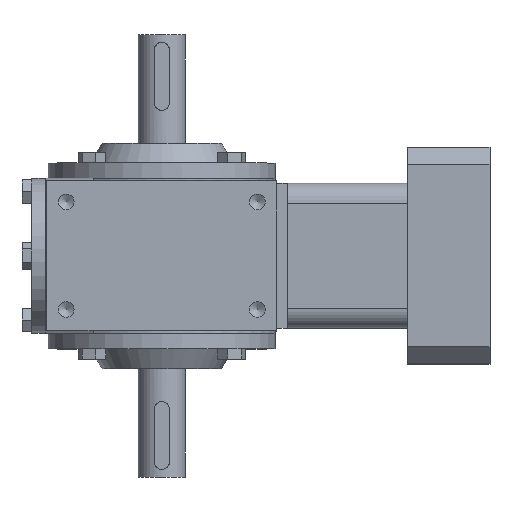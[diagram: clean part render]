
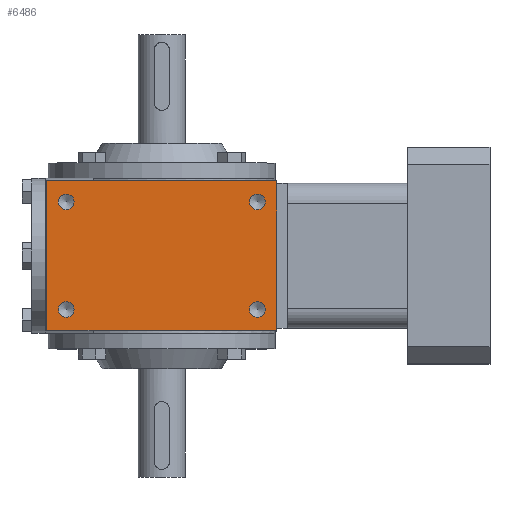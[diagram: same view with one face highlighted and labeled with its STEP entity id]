
A CAD part, top view. The second image highlights one B-rep face of the part: STEP entity #6486.
In plain terms, the highlighted planar face has unit normal (0, 0, 1).
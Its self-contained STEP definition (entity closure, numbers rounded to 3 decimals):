
#111=PLANE('',#6851);
#329=LINE('',#8836,#793);
#331=LINE('',#8848,#795);
#332=LINE('',#8850,#796);
#333=LINE('',#8852,#797);
#793=VECTOR('',#7398,1000.);
#795=VECTOR('',#7410,1000.);
#796=VECTOR('',#7411,1000.);
#797=VECTOR('',#7412,1000.);
#1291=ORIENTED_EDGE('',*,*,#2581,.T.);
#1292=ORIENTED_EDGE('',*,*,#2582,.T.);
#1293=ORIENTED_EDGE('',*,*,#2583,.T.);
#1294=ORIENTED_EDGE('',*,*,#2584,.T.);
#1295=ORIENTED_EDGE('',*,*,#2579,.T.);
#1296=ORIENTED_EDGE('',*,*,#2585,.F.);
#1297=ORIENTED_EDGE('',*,*,#2586,.F.);
#1298=ORIENTED_EDGE('',*,*,#2587,.T.);
#2579=EDGE_CURVE('',#3226,#3225,#329,.T.);
#2581=EDGE_CURVE('',#3227,#3227,#3684,.T.);
#2582=EDGE_CURVE('',#3228,#3228,#3685,.T.);
#2583=EDGE_CURVE('',#3229,#3229,#3686,.T.);
#2584=EDGE_CURVE('',#3230,#3230,#3687,.T.);
#2585=EDGE_CURVE('',#3231,#3225,#331,.T.);
#2586=EDGE_CURVE('',#3232,#3231,#332,.T.);
#2587=EDGE_CURVE('',#3232,#3226,#333,.T.);
#3225=VERTEX_POINT('',#8835);
#3226=VERTEX_POINT('',#8837);
#3227=VERTEX_POINT('',#8841);
#3228=VERTEX_POINT('',#8843);
#3229=VERTEX_POINT('',#8845);
#3230=VERTEX_POINT('',#8847);
#3231=VERTEX_POINT('',#8849);
#3232=VERTEX_POINT('',#8851);
#3684=CIRCLE('',#6852,4.188);
#3685=CIRCLE('',#6853,4.188);
#3686=CIRCLE('',#6854,4.188);
#3687=CIRCLE('',#6855,4.188);
#3856=EDGE_LOOP('',(#1291));
#3857=EDGE_LOOP('',(#1292));
#3858=EDGE_LOOP('',(#1293));
#3859=EDGE_LOOP('',(#1294));
#3860=EDGE_LOOP('',(#1295,#1296,#1297,#1298));
#4292=FACE_BOUND('',#3856,.T.);
#4293=FACE_BOUND('',#3857,.T.);
#4294=FACE_BOUND('',#3858,.T.);
#4295=FACE_BOUND('',#3859,.T.);
#4296=FACE_BOUND('',#3860,.T.);
#6486=ADVANCED_FACE('',(#4292,#4293,#4294,#4295,#4296),#111,.F.);
#6851=AXIS2_PLACEMENT_3D('',#8839,#7400,#7401);
#6852=AXIS2_PLACEMENT_3D('',#8840,#7402,#7403);
#6853=AXIS2_PLACEMENT_3D('',#8842,#7404,#7405);
#6854=AXIS2_PLACEMENT_3D('',#8844,#7406,#7407);
#6855=AXIS2_PLACEMENT_3D('',#8846,#7408,#7409);
#7398=DIRECTION('',(0.,-1.,0.));
#7400=DIRECTION('',(0.,0.,-1.));
#7401=DIRECTION('',(-1.,0.,0.));
#7402=DIRECTION('',(0.,0.,-1.));
#7403=DIRECTION('',(0.,-1.,0.));
#7404=DIRECTION('',(0.,0.,-1.));
#7405=DIRECTION('',(0.,-1.,0.));
#7406=DIRECTION('',(0.,0.,-1.));
#7407=DIRECTION('',(0.,-1.,0.));
#7408=DIRECTION('',(0.,0.,-1.));
#7409=DIRECTION('',(0.,-1.,0.));
#7410=DIRECTION('',(-1.,0.,0.));
#7411=DIRECTION('',(0.,-1.,0.));
#7412=DIRECTION('',(-1.,0.,0.));
#8835=CARTESIAN_POINT('',(-61.087,-39.751,44.45));
#8836=CARTESIAN_POINT('',(-61.087,39.751,44.45));
#8837=CARTESIAN_POINT('',(-61.087,39.751,44.45));
#8839=CARTESIAN_POINT('',(61.087,39.751,44.45));
#8840=CARTESIAN_POINT('',(50.8,-28.575,44.45));
#8841=CARTESIAN_POINT('',(50.8,-32.763,44.45));
#8842=CARTESIAN_POINT('',(50.8,28.575,44.45));
#8843=CARTESIAN_POINT('',(50.8,24.387,44.45));
#8844=CARTESIAN_POINT('',(-50.8,-28.575,44.45));
#8845=CARTESIAN_POINT('',(-50.8,-32.763,44.45));
#8846=CARTESIAN_POINT('',(-50.8,28.575,44.45));
#8847=CARTESIAN_POINT('',(-50.8,24.387,44.45));
#8848=CARTESIAN_POINT('',(61.087,-39.751,44.45));
#8849=CARTESIAN_POINT('',(61.087,-39.751,44.45));
#8850=CARTESIAN_POINT('',(61.087,39.751,44.45));
#8851=CARTESIAN_POINT('',(61.087,39.751,44.45));
#8852=CARTESIAN_POINT('',(61.087,39.751,44.45));
